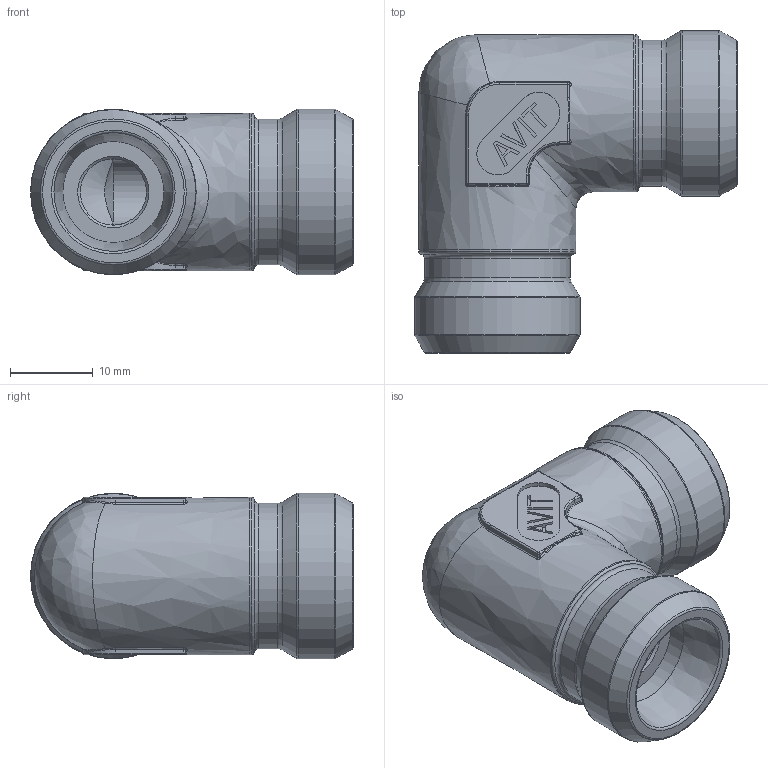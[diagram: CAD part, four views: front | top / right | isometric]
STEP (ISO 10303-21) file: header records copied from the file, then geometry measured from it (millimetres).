
FILE_DESCRIPTION(/* description */ (''),/* implementation_level */ '2;1');
FILE_NAME(/* name */ 'X-WV12.stp',/* time_stamp */ '2025-01-16T13:18:13+01:00',/* author */ (''),/* organization */ (''),/* preprocessor_version */ 'ST-DEVELOPER v16',/* originating_system */ 'SIEMENS PLM Software NX 10.0',/* authorisation */ '');
FILE_SCHEMA (('AP203_CONFIGURATION_CONTROLLED_3D_DESIGN_OF_MECHANICAL_PARTS_AND_ASSEMBLIES_MIM_LF { 1 0 10303 403 2 1 2}'));
Length unit declared in the file: millimetre
Products named in the file (1): nwer41844EE66693
Bounding box: 39 x 39 x 20 mm (x, y, z)
Volume: 12187.3 mm3; surface area: 5558.3 mm2
Topology: 1 solids, 1 shells, 223 faces, 534 edges, 314 vertices
Faces by surface type: plane 75, bspline 60, cylinder 44, torus 16, cone 12, extrusion 8, sphere 8
Full cylindrical faces by diameter (mm): 8 x2, 12.2 x2, 17.6 x2, 19 x2, 20 x2
Entity records: 8335 total; most frequent: CARTESIAN_POINT 3930, ORIENTED_EDGE 966, DIRECTION 704, EDGE_CURVE 483, VERTEX_POINT 307, AXIS2_PLACEMENT_3D 282, EDGE_LOOP 270, B_SPLINE_CURVE_WITH_KNOTS 225
